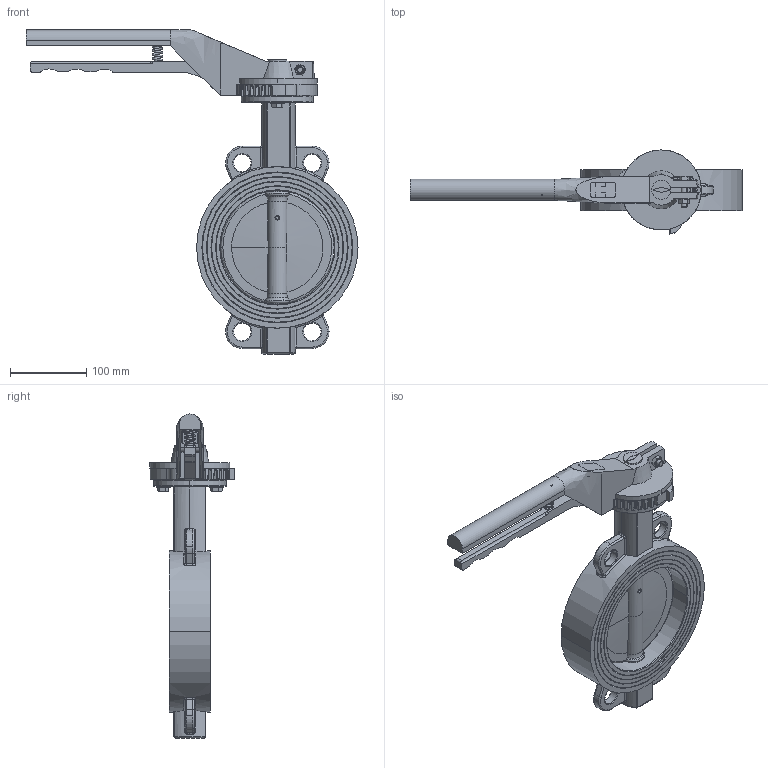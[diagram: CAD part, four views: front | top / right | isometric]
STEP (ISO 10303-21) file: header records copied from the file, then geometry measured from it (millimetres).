
FILE_DESCRIPTION(('HOOPS Exchange Step'),'2;1');
FILE_NAME('AK0813_DN150.stp','2025-08-13T13:11:43+02:00',('nieru'),('Unknown organisation'),'HOOPS Exchange 2024.2','HOOPS Exchange','Unknown authorisation');
FILE_SCHEMA( ('AP203_CONFIGURATION_CONTROLLED_3D_DESIGN_OF_MECHANICAL_PARTS_AND_ASSEMBLIES_MIM_LF') );
Length unit declared in the file: millimetre
Products named in the file (2): 0; root
Assembly tree (1 placements, depth 2):
  root
    0
Bounding box: 436 x 110.47 x 425.5 mm (x, y, z)
Volume: 1772327.3 mm3; surface area: 386096.7 mm2
Topology: 26 solids, 26 shells, 2324 faces, 5638 edges, 3374 vertices
Faces by surface type: cylinder 750, plane 717, torus 486, bspline 174, cone 101, sphere 96
Entity records: 98111 total; most frequent: CARTESIAN_POINT 45981, ORIENTED_EDGE 11186, DIRECTION 10608, EDGE_CURVE 5593, AXIS2_PLACEMENT_3D 4236, VERTEX_POINT 3367, EDGE_LOOP 2458, FACE_BOUND 2458
